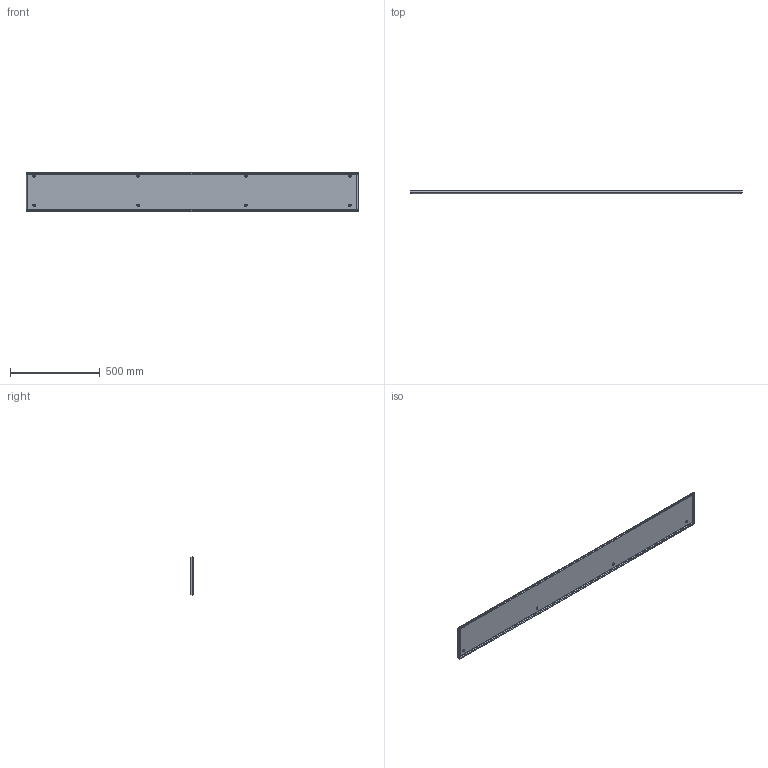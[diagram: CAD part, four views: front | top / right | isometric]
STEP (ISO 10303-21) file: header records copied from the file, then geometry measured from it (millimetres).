
FILE_DESCRIPTION(('STEP AP214'),'1');
FILE_NAME('cctmp_4D43CE4C-D567-4B32-B5A0-44D0BEB0F1A3_2023_07_22_16_16_36_0531..stp','2023-07-22T14:16:36',('SIEMENS A&D'),('CADClick - www.CADClick.com'),'Spatial InterOp 3D postprocessed',' ','unknown authorization');
FILE_SCHEMA(('AUTOMOTIVE_DESIGN'));
Length unit declared in the file: millimetre
Products named in the file (1): 2023_07_22_16_16_36_0526
Bounding box: 1850 x 17.6 x 213.94 mm (x, y, z)
Volume: 547916.3 mm3; surface area: 938216.9 mm2
Topology: 1 solids, 1 shells, 152 faces, 398 edges, 248 vertices
Faces by surface type: cylinder 54, plane 54, cone 32, torus 12
Entity records: 5365 total; most frequent: CARTESIAN_POINT 1009, DIRECTION 856, ORIENTED_EDGE 796, EDGE_CURVE 398, AXIS2_PLACEMENT_3D 341, VERTEX_POINT 248, CIRCLE 180, EDGE_LOOP 176
